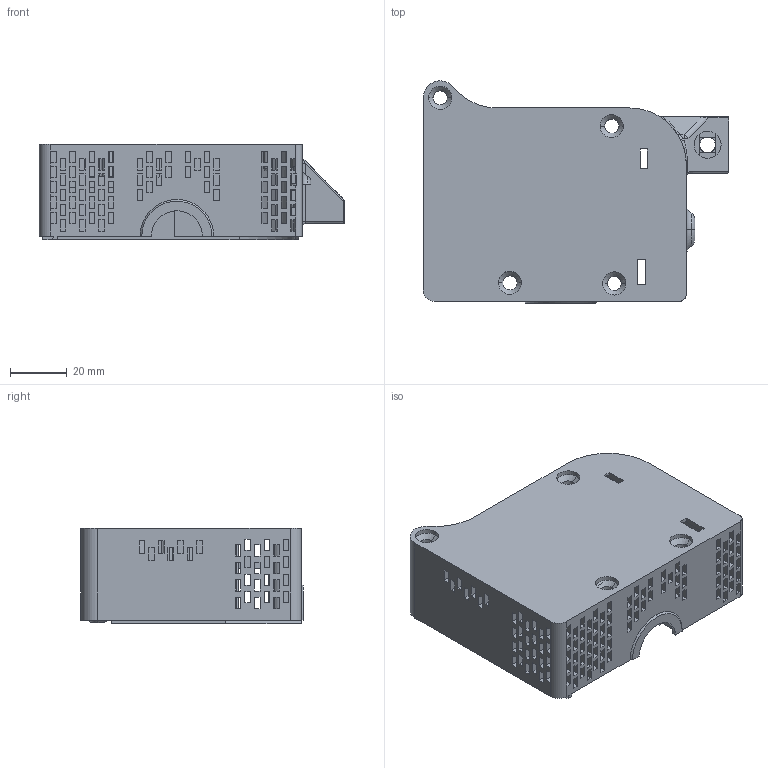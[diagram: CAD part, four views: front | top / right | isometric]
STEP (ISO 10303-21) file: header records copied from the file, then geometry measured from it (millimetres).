
FILE_DESCRIPTION (( 'STEP AP214' ), '1' );
FILE_NAME ('Body_Drawing_Right_no_Logo.STEP', '2025-02-15T00:54:32', ( '' ), ( '' ), 'SwSTEP 2.0', 'SolidWorks 2025', '' );
FILE_SCHEMA (( 'AUTOMOTIVE_DESIGN' ));
Length unit declared in the file: millimetre
Products named in the file (1): Body_Drawing_Right_no_Logo
Bounding box: 108.1 x 78.59 x 33.75 mm (x, y, z)
Volume: 51963.9 mm3; surface area: 44380 mm2
Topology: 1 solids, 1 shells, 849 faces, 2589 edges, 1693 vertices
Faces by surface type: plane 715, cylinder 79, bspline 25, cone 17, torus 8, sphere 5
Entity records: 29925 total; most frequent: CARTESIAN_POINT 6364, ORIENTED_EDGE 5170, DIRECTION 4362, EDGE_CURVE 2585, LINE 2252, VECTOR 2252, VERTEX_POINT 1693, EDGE_LOOP 1094
